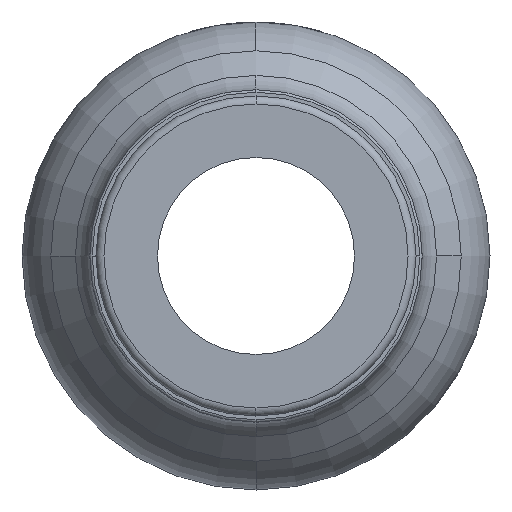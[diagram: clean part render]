
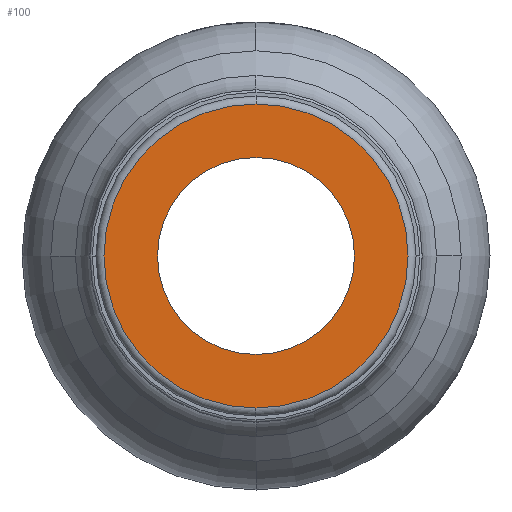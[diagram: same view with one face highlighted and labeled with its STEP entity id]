
A CAD part, front view. The second image highlights one B-rep face of the part: STEP entity #100.
In plain terms, the highlighted planar face has unit normal (0, -1, 0).
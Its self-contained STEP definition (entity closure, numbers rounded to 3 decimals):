
#100=ADVANCED_FACE('',(#227,#228),#229,.T.);
#227=FACE_BOUND('',#367,.T.);
#228=FACE_OUTER_BOUND('',#368,.T.);
#229=PLANE('',#369);
#367=EDGE_LOOP('',(#824,#825));
#368=EDGE_LOOP('',(#826,#827,#828));
#369=AXIS2_PLACEMENT_3D('',#829,#830,#831);
#824=ORIENTED_EDGE('',*,*,#1065,.T.);
#825=ORIENTED_EDGE('',*,*,#1006,.T.);
#826=ORIENTED_EDGE('',*,*,#1078,.T.);
#827=ORIENTED_EDGE('',*,*,#975,.T.);
#828=ORIENTED_EDGE('',*,*,#1079,.T.);
#829=CARTESIAN_POINT('',(3.088,-2.7,0.0));
#830=DIRECTION('',(0.,-1.0,0.0));
#831=DIRECTION('',(1.0,0.,0.0));
#975=EDGE_CURVE('',#1176,#1182,#1184,.T.);
#1006=EDGE_CURVE('',#1234,#1238,#1240,.T.);
#1065=EDGE_CURVE('',#1238,#1234,#1335,.T.);
#1078=EDGE_CURVE('',#1349,#1176,#1350,.T.);
#1079=EDGE_CURVE('',#1182,#1349,#1351,.T.);
#1176=VERTEX_POINT('',#1456);
#1182=VERTEX_POINT('',#1462);
#1184=CIRCLE('',#1464,6.175);
#1234=VERTEX_POINT('',#1526);
#1238=VERTEX_POINT('',#1531);
#1240=CIRCLE('',#1534,4.0);
#1335=CIRCLE('',#1751,4.0);
#1349=VERTEX_POINT('',#1765);
#1350=CIRCLE('',#1766,6.175);
#1351=CIRCLE('',#1767,6.175);
#1456=CARTESIAN_POINT('',(0.,-2.7,6.175));
#1462=CARTESIAN_POINT('',(0.,-2.7,-6.175));
#1464=AXIS2_PLACEMENT_3D('',#1920,#1921,#1922);
#1526=CARTESIAN_POINT('',(4.0,-2.7,0.));
#1531=CARTESIAN_POINT('',(-4.0,-2.7,0.));
#1534=AXIS2_PLACEMENT_3D('',#1985,#1986,#1987);
#1751=AXIS2_PLACEMENT_3D('',#2074,#2075,#2076);
#1765=CARTESIAN_POINT('',(6.175,-2.7,0.0));
#1766=AXIS2_PLACEMENT_3D('',#2113,#2114,#2115);
#1767=AXIS2_PLACEMENT_3D('',#2116,#2117,#2118);
#1920=CARTESIAN_POINT('',(0.0,-2.7,0.0));
#1921=DIRECTION('',(0.,-1.0,0.0));
#1922=DIRECTION('',(1.0,0.,0.0));
#1985=CARTESIAN_POINT('',(0.0,-2.7,0.0));
#1986=DIRECTION('',(0.,1.0,0.0));
#1987=DIRECTION('',(1.0,0.,0.0));
#2074=CARTESIAN_POINT('',(0.0,-2.7,0.0));
#2075=DIRECTION('',(0.,1.0,0.0));
#2076=DIRECTION('',(1.0,0.,0.0));
#2113=CARTESIAN_POINT('',(0.0,-2.7,0.0));
#2114=DIRECTION('',(0.,-1.0,0.0));
#2115=DIRECTION('',(1.0,0.,0.0));
#2116=CARTESIAN_POINT('',(0.0,-2.7,0.0));
#2117=DIRECTION('',(0.,-1.0,0.0));
#2118=DIRECTION('',(1.0,0.,0.0));
